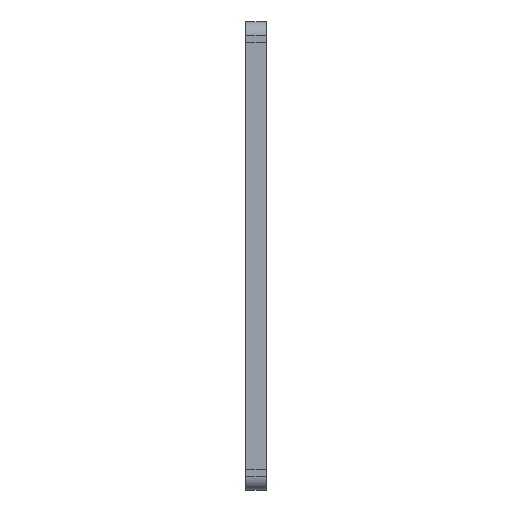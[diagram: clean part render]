
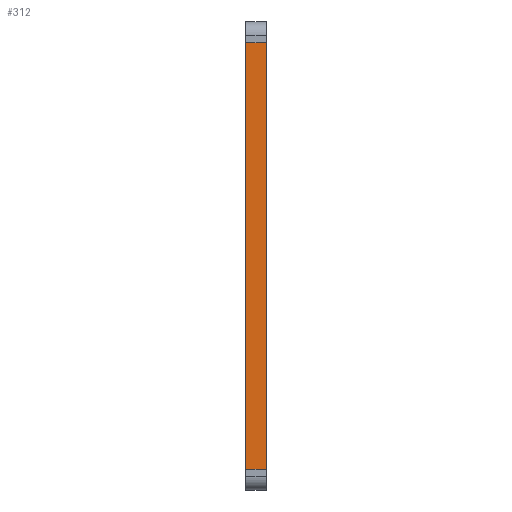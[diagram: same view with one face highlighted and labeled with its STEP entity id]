
A CAD part, left-side view. The second image highlights one B-rep face of the part: STEP entity #312.
In plain terms, the highlighted planar face has unit normal (-1, 0, 0).
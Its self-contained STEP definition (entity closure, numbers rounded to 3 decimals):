
#49 = EDGE_CURVE ( 'NONE', #1238, #1707, #1970, .T. ) ;
#96 = DIRECTION ( 'NONE',  ( 0., -1., 0. ) ) ;
#111 = ORIENTED_EDGE ( 'NONE', *, *, #3379, .T. ) ;
#222 = VECTOR ( 'NONE', #96, 1000. ) ;
#255 = DIRECTION ( 'NONE',  ( 0., 0., -1. ) ) ;
#289 = CARTESIAN_POINT ( 'NONE',  ( -39.499, 3., 42.5 ) ) ;
#312 = ADVANCED_FACE ( 'NONE', ( #838 ), #1827, .F. ) ;
#740 = LINE ( 'NONE', #1877, #2790 ) ;
#811 = DIRECTION ( 'NONE',  ( 1., 0., 0. ) ) ;
#838 = FACE_OUTER_BOUND ( 'NONE', #2578, .T. ) ;
#842 = DIRECTION ( 'NONE',  ( 0., 0., 1. ) ) ;
#985 = LINE ( 'NONE', #2432, #1993 ) ;
#1039 = ORIENTED_EDGE ( 'NONE', *, *, #49, .T. ) ;
#1238 = VERTEX_POINT ( 'NONE', #3089 ) ;
#1442 = CARTESIAN_POINT ( 'NONE',  ( -39.499, 0., -19. ) ) ;
#1481 = ORIENTED_EDGE ( 'NONE', *, *, #2805, .F. ) ;
#1491 = AXIS2_PLACEMENT_3D ( 'NONE', #289, #811, #255 ) ;
#1624 = DIRECTION ( 'NONE',  ( 0., -1., 0. ) ) ;
#1707 = VERTEX_POINT ( 'NONE', #1442 ) ;
#1772 = ORIENTED_EDGE ( 'NONE', *, *, #2854, .F. ) ;
#1827 = PLANE ( 'NONE',  #1491 ) ;
#1877 = CARTESIAN_POINT ( 'NONE',  ( -39.499, 3., 42.5 ) ) ;
#1939 = CARTESIAN_POINT ( 'NONE',  ( -39.499, 0., 42.5 ) ) ;
#1970 = LINE ( 'NONE', #3011, #222 ) ;
#1993 = VECTOR ( 'NONE', #842, 1000. ) ;
#2198 = VERTEX_POINT ( 'NONE', #3202 ) ;
#2420 = VECTOR ( 'NONE', #2983, 1000. ) ;
#2432 = CARTESIAN_POINT ( 'NONE',  ( -39.499, 3., 42.5 ) ) ;
#2578 = EDGE_LOOP ( 'NONE', ( #111, #1481, #1772, #1039 ) ) ;
#2790 = VECTOR ( 'NONE', #1624, 1000. ) ;
#2805 = EDGE_CURVE ( 'NONE', #2855, #2198, #740, .T. ) ;
#2854 = EDGE_CURVE ( 'NONE', #1238, #2855, #985, .T. ) ;
#2855 = VERTEX_POINT ( 'NONE', #2955 ) ;
#2955 = CARTESIAN_POINT ( 'NONE',  ( -39.499, 3., 42.5 ) ) ;
#2983 = DIRECTION ( 'NONE',  ( 0., 0., 1. ) ) ;
#3011 = CARTESIAN_POINT ( 'NONE',  ( -39.499, 3., -19. ) ) ;
#3050 = LINE ( 'NONE', #1939, #2420 ) ;
#3089 = CARTESIAN_POINT ( 'NONE',  ( -39.499, 3., -19. ) ) ;
#3202 = CARTESIAN_POINT ( 'NONE',  ( -39.499, 0., 42.5 ) ) ;
#3379 = EDGE_CURVE ( 'NONE', #1707, #2198, #3050, .T. ) ;
